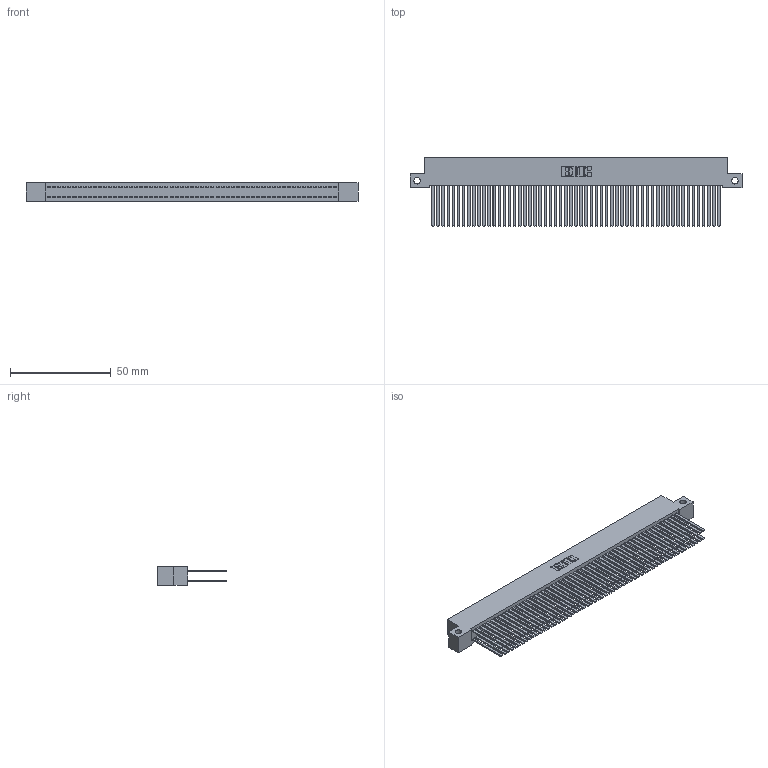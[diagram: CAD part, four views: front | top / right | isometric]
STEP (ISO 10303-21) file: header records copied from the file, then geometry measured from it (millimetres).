
FILE_DESCRIPTION (( 'STEP AP203' ), '1' );
FILE_NAME ('342-114-544-212.STEP', '2018-08-14T13:03:56', ( '' ), ( '' ), 'SwSTEP 2.0', 'SolidWorks 2016', '' );
FILE_SCHEMA (( 'CONFIG_CONTROL_DESIGN' ));
Length unit declared in the file: inch
Products named in the file (3): 342 Part_Side Mount; 345-292-001_345-293-144; 342-114-544-212
Assembly tree (115 placements, depth 2):
  342-114-544-212
    342 Part_Side Mount
    345-292-001_345-293-144  x114
Bounding box: 165.1 x 34.3 x 9.4 mm (x, y, z)
Volume: 16429.3 mm3; surface area: 31378.3 mm2
Topology: 115 solids, 115 shells, 5354 faces, 15917 edges, 10458 vertices
Faces by surface type: plane 3714, cylinder 1640
Entity records: 34417 total; most frequent: CARTESIAN_POINT 5682, ORIENTED_EDGE 5618, DIRECTION 4825, EDGE_CURVE 2809, VECTOR 2685, LINE 2685, VERTEX_POINT 1870, AXIS2_PLACEMENT_3D 1070
